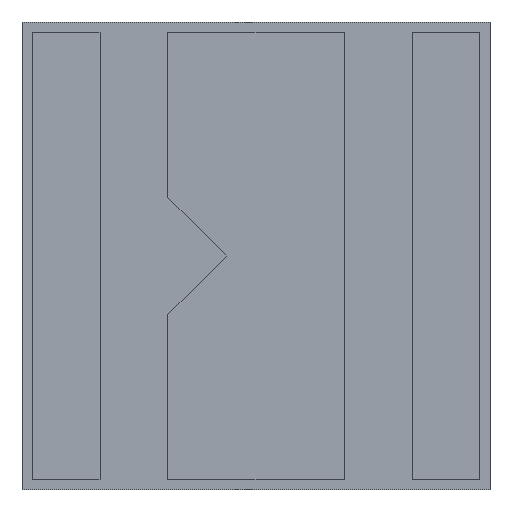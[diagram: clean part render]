
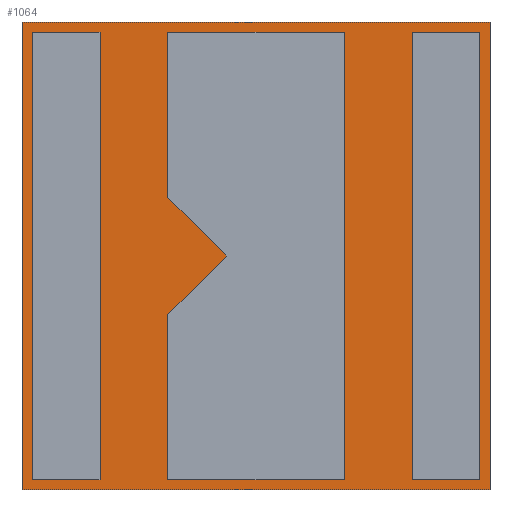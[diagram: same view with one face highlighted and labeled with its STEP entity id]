
A CAD part, front view. The second image highlights one B-rep face of the part: STEP entity #1064.
In plain terms, the highlighted planar face has unit normal (0, -1, 0).
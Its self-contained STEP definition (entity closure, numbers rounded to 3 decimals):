
#7 = VERTEX_POINT ( 'NONE', #82 ) ;
#21 = CARTESIAN_POINT ( 'NONE',  ( -1.725, 0., -1.725 ) ) ;
#24 = CARTESIAN_POINT ( 'NONE',  ( -0.65, 0., 1.65 ) ) ;
#26 = LINE ( 'NONE', #619, #212 ) ;
#27 = ORIENTED_EDGE ( 'NONE', *, *, #1132, .F. ) ;
#32 = VECTOR ( 'NONE', #951, 1000. ) ;
#51 = CARTESIAN_POINT ( 'NONE',  ( -0.65, 0., -1.65 ) ) ;
#63 = VERTEX_POINT ( 'NONE', #774 ) ;
#66 = LINE ( 'NONE', #1140, #182 ) ;
#67 = VERTEX_POINT ( 'NONE', #436 ) ;
#82 = CARTESIAN_POINT ( 'NONE',  ( 1.65, 0., -1.65 ) ) ;
#86 = CARTESIAN_POINT ( 'NONE',  ( 0.65, 0., 1.65 ) ) ;
#90 = VECTOR ( 'NONE', #129, 1000. ) ;
#92 = PLANE ( 'NONE',  #906 ) ;
#99 = DIRECTION ( 'NONE',  ( 0., 0., -1. ) ) ;
#102 = CARTESIAN_POINT ( 'NONE',  ( 1.725, 0., -1.725 ) ) ;
#105 = VERTEX_POINT ( 'NONE', #51 ) ;
#129 = DIRECTION ( 'NONE',  ( 1., 0., 0. ) ) ;
#139 = VECTOR ( 'NONE', #385, 1000. ) ;
#147 = ORIENTED_EDGE ( 'NONE', *, *, #1121, .F. ) ;
#151 = DIRECTION ( 'NONE',  ( -1., 0., 0. ) ) ;
#153 = VERTEX_POINT ( 'NONE', #1243 ) ;
#157 = CARTESIAN_POINT ( 'NONE',  ( -0.217, 0., 0. ) ) ;
#164 = VERTEX_POINT ( 'NONE', #471 ) ;
#167 = EDGE_CURVE ( 'NONE', #374, #1113, #858, .T. ) ;
#172 = VERTEX_POINT ( 'NONE', #865 ) ;
#182 = VECTOR ( 'NONE', #952, 1000. ) ;
#186 = VECTOR ( 'NONE', #1170, 1000. ) ;
#189 = DIRECTION ( 'NONE',  ( -1., 0., 0. ) ) ;
#212 = VECTOR ( 'NONE', #332, 1000. ) ;
#213 = CARTESIAN_POINT ( 'NONE',  ( -0.65, 0., -0.433 ) ) ;
#216 = CARTESIAN_POINT ( 'NONE',  ( 1.15, 0., 1.65 ) ) ;
#223 = DIRECTION ( 'NONE',  ( 1., 0., 0. ) ) ;
#247 = VERTEX_POINT ( 'NONE', #846 ) ;
#248 = VECTOR ( 'NONE', #667, 1000. ) ;
#249 = DIRECTION ( 'NONE',  ( -1., 0., 0. ) ) ;
#272 = VECTOR ( 'NONE', #249, 1000. ) ;
#282 = EDGE_CURVE ( 'NONE', #67, #63, #660, .T. ) ;
#283 = LINE ( 'NONE', #873, #139 ) ;
#288 = CARTESIAN_POINT ( 'NONE',  ( -0.217, 0., 0. ) ) ;
#292 = ORIENTED_EDGE ( 'NONE', *, *, #972, .F. ) ;
#303 = LINE ( 'NONE', #102, #758 ) ;
#307 = ORIENTED_EDGE ( 'NONE', *, *, #959, .F. ) ;
#318 = EDGE_CURVE ( 'NONE', #380, #587, #303, .T. ) ;
#332 = DIRECTION ( 'NONE',  ( 1., 0., 0. ) ) ;
#338 = ORIENTED_EDGE ( 'NONE', *, *, #987, .F. ) ;
#345 = VECTOR ( 'NONE', #151, 1000. ) ;
#355 = VERTEX_POINT ( 'NONE', #213 ) ;
#374 = VERTEX_POINT ( 'NONE', #676 ) ;
#380 = VERTEX_POINT ( 'NONE', #1169 ) ;
#385 = DIRECTION ( 'NONE',  ( 0., 0., 1. ) ) ;
#388 = EDGE_LOOP ( 'NONE', ( #1105, #410, #907, #995 ) ) ;
#394 = CARTESIAN_POINT ( 'NONE',  ( -1.65, 0., 1.65 ) ) ;
#408 = FACE_OUTER_BOUND ( 'NONE', #388, .T. ) ;
#410 = ORIENTED_EDGE ( 'NONE', *, *, #909, .F. ) ;
#436 = CARTESIAN_POINT ( 'NONE',  ( 0.65, 0., -1.65 ) ) ;
#446 = EDGE_CURVE ( 'NONE', #172, #380, #1085, .T. ) ;
#448 = CARTESIAN_POINT ( 'NONE',  ( 1.65, 0., 1.65 ) ) ;
#457 = CARTESIAN_POINT ( 'NONE',  ( -1.65, 0., 1.65 ) ) ;
#471 = CARTESIAN_POINT ( 'NONE',  ( -1.15, 0., -1.65 ) ) ;
#474 = ORIENTED_EDGE ( 'NONE', *, *, #818, .F. ) ;
#482 = VERTEX_POINT ( 'NONE', #816 ) ;
#493 = CARTESIAN_POINT ( 'NONE',  ( -0.65, 0., 1.65 ) ) ;
#495 = DIRECTION ( 'NONE',  ( -0.707, 0., -0.707 ) ) ;
#508 = LINE ( 'NONE', #1092, #1052 ) ;
#510 = CARTESIAN_POINT ( 'NONE',  ( 1.65, 0., 1.65 ) ) ;
#512 = EDGE_CURVE ( 'NONE', #540, #172, #717, .T. ) ;
#515 = DIRECTION ( 'NONE',  ( 0., 0., 1. ) ) ;
#520 = LINE ( 'NONE', #216, #272 ) ;
#540 = VERTEX_POINT ( 'NONE', #21 ) ;
#574 = VERTEX_POINT ( 'NONE', #510 ) ;
#578 = CARTESIAN_POINT ( 'NONE',  ( -0.65, 0., -0.433 ) ) ;
#579 = VECTOR ( 'NONE', #495, 1000. ) ;
#587 = VERTEX_POINT ( 'NONE', #734 ) ;
#595 = FACE_BOUND ( 'NONE', #887, .T. ) ;
#599 = CARTESIAN_POINT ( 'NONE',  ( -1.725, 0., 1.725 ) ) ;
#600 = CARTESIAN_POINT ( 'NONE',  ( 1.15, 0., 1.65 ) ) ;
#619 = CARTESIAN_POINT ( 'NONE',  ( -1.65, 0., -1.65 ) ) ;
#620 = ORIENTED_EDGE ( 'NONE', *, *, #1211, .F. ) ;
#625 = EDGE_CURVE ( 'NONE', #1113, #164, #26, .T. ) ;
#631 = VECTOR ( 'NONE', #99, 1000. ) ;
#654 = VECTOR ( 'NONE', #1237, 1000. ) ;
#660 = LINE ( 'NONE', #86, #654 ) ;
#661 = CARTESIAN_POINT ( 'NONE',  ( -0.217, 0., 0. ) ) ;
#667 = DIRECTION ( 'NONE',  ( 0.707, 0., -0.707 ) ) ;
#676 = CARTESIAN_POINT ( 'NONE',  ( -1.65, 0., 1.65 ) ) ;
#681 = ORIENTED_EDGE ( 'NONE', *, *, #625, .F. ) ;
#692 = FACE_BOUND ( 'NONE', #736, .T. ) ;
#693 = VECTOR ( 'NONE', #699, 1000. ) ;
#696 = LINE ( 'NONE', #493, #1250 ) ;
#699 = DIRECTION ( 'NONE',  ( 0., 0., -1. ) ) ;
#717 = LINE ( 'NONE', #1012, #1203 ) ;
#722 = EDGE_CURVE ( 'NONE', #153, #7, #66, .T. ) ;
#734 = CARTESIAN_POINT ( 'NONE',  ( 1.725, 0., -1.725 ) ) ;
#736 = EDGE_LOOP ( 'NONE', ( #338, #620, #1124, #147, #307, #843, #474 ) ) ;
#739 = VECTOR ( 'NONE', #848, 1000. ) ;
#758 = VECTOR ( 'NONE', #985, 1000. ) ;
#774 = CARTESIAN_POINT ( 'NONE',  ( 0.65, 0., 1.65 ) ) ;
#788 = FACE_BOUND ( 'NONE', #868, .T. ) ;
#816 = CARTESIAN_POINT ( 'NONE',  ( -1.15, 0., 1.65 ) ) ;
#818 = EDGE_CURVE ( 'NONE', #247, #923, #947, .T. ) ;
#833 = CARTESIAN_POINT ( 'NONE',  ( -1.65, 0., -1.65 ) ) ;
#843 = ORIENTED_EDGE ( 'NONE', *, *, #1043, .F. ) ;
#844 = ORIENTED_EDGE ( 'NONE', *, *, #1025, .F. ) ;
#846 = CARTESIAN_POINT ( 'NONE',  ( -0.65, 0., 0.433 ) ) ;
#848 = DIRECTION ( 'NONE',  ( 0., 0., 1. ) ) ;
#858 = LINE ( 'NONE', #457, #32 ) ;
#865 = CARTESIAN_POINT ( 'NONE',  ( -1.725, 0., 1.725 ) ) ;
#868 = EDGE_LOOP ( 'NONE', ( #1159, #900, #292, #681 ) ) ;
#869 = EDGE_CURVE ( 'NONE', #7, #574, #1147, .T. ) ;
#873 = CARTESIAN_POINT ( 'NONE',  ( -1.15, 0., 1.65 ) ) ;
#879 = CARTESIAN_POINT ( 'NONE',  ( 0., 0., 0. ) ) ;
#887 = EDGE_LOOP ( 'NONE', ( #844, #27, #1136, #943 ) ) ;
#889 = DIRECTION ( 'NONE',  ( 0., 1., 0. ) ) ;
#900 = ORIENTED_EDGE ( 'NONE', *, *, #966, .F. ) ;
#906 = AXIS2_PLACEMENT_3D ( 'NONE', #879, #889, #1275 ) ;
#907 = ORIENTED_EDGE ( 'NONE', *, *, #318, .F. ) ;
#909 = EDGE_CURVE ( 'NONE', #587, #540, #1035, .T. ) ;
#923 = VERTEX_POINT ( 'NONE', #661 ) ;
#943 = ORIENTED_EDGE ( 'NONE', *, *, #722, .F. ) ;
#947 = LINE ( 'NONE', #157, #248 ) ;
#951 = DIRECTION ( 'NONE',  ( 0., 0., -1. ) ) ;
#952 = DIRECTION ( 'NONE',  ( 1., 0., 0. ) ) ;
#959 = EDGE_CURVE ( 'NONE', #355, #105, #1070, .T. ) ;
#966 = EDGE_CURVE ( 'NONE', #482, #374, #982, .T. ) ;
#972 = EDGE_CURVE ( 'NONE', #164, #482, #283, .T. ) ;
#982 = LINE ( 'NONE', #394, #1232 ) ;
#985 = DIRECTION ( 'NONE',  ( 0., 0., -1. ) ) ;
#987 = EDGE_CURVE ( 'NONE', #1148, #247, #1269, .T. ) ;
#995 = ORIENTED_EDGE ( 'NONE', *, *, #446, .F. ) ;
#1012 = CARTESIAN_POINT ( 'NONE',  ( -1.725, 0., -1.725 ) ) ;
#1025 = EDGE_CURVE ( 'NONE', #1127, #153, #1065, .T. ) ;
#1035 = LINE ( 'NONE', #1153, #345 ) ;
#1043 = EDGE_CURVE ( 'NONE', #923, #355, #1074, .T. ) ;
#1052 = VECTOR ( 'NONE', #223, 1000. ) ;
#1064 = ADVANCED_FACE ( 'NONE', ( #692, #408, #788, #595 ), #92, .F. ) ;
#1065 = LINE ( 'NONE', #600, #186 ) ;
#1070 = LINE ( 'NONE', #578, #631 ) ;
#1074 = LINE ( 'NONE', #288, #579 ) ;
#1085 = LINE ( 'NONE', #599, #90 ) ;
#1092 = CARTESIAN_POINT ( 'NONE',  ( -0.65, 0., -1.65 ) ) ;
#1097 = DIRECTION ( 'NONE',  ( -1., 0., 0. ) ) ;
#1105 = ORIENTED_EDGE ( 'NONE', *, *, #512, .F. ) ;
#1113 = VERTEX_POINT ( 'NONE', #833 ) ;
#1121 = EDGE_CURVE ( 'NONE', #105, #67, #508, .T. ) ;
#1124 = ORIENTED_EDGE ( 'NONE', *, *, #282, .F. ) ;
#1127 = VERTEX_POINT ( 'NONE', #1128 ) ;
#1128 = CARTESIAN_POINT ( 'NONE',  ( 1.15, 0., 1.65 ) ) ;
#1132 = EDGE_CURVE ( 'NONE', #574, #1127, #520, .T. ) ;
#1136 = ORIENTED_EDGE ( 'NONE', *, *, #869, .F. ) ;
#1140 = CARTESIAN_POINT ( 'NONE',  ( 1.15, 0., -1.65 ) ) ;
#1147 = LINE ( 'NONE', #448, #739 ) ;
#1148 = VERTEX_POINT ( 'NONE', #24 ) ;
#1153 = CARTESIAN_POINT ( 'NONE',  ( -1.725, 0., -1.725 ) ) ;
#1159 = ORIENTED_EDGE ( 'NONE', *, *, #167, .F. ) ;
#1169 = CARTESIAN_POINT ( 'NONE',  ( 1.725, 0., 1.725 ) ) ;
#1170 = DIRECTION ( 'NONE',  ( 0., 0., -1. ) ) ;
#1190 = CARTESIAN_POINT ( 'NONE',  ( -0.65, 0., 1.65 ) ) ;
#1203 = VECTOR ( 'NONE', #515, 1000. ) ;
#1211 = EDGE_CURVE ( 'NONE', #63, #1148, #696, .T. ) ;
#1232 = VECTOR ( 'NONE', #189, 1000. ) ;
#1237 = DIRECTION ( 'NONE',  ( 0., 0., 1. ) ) ;
#1243 = CARTESIAN_POINT ( 'NONE',  ( 1.15, 0., -1.65 ) ) ;
#1250 = VECTOR ( 'NONE', #1097, 1000. ) ;
#1269 = LINE ( 'NONE', #1190, #693 ) ;
#1275 = DIRECTION ( 'NONE',  ( 0., 0., 1. ) ) ;
